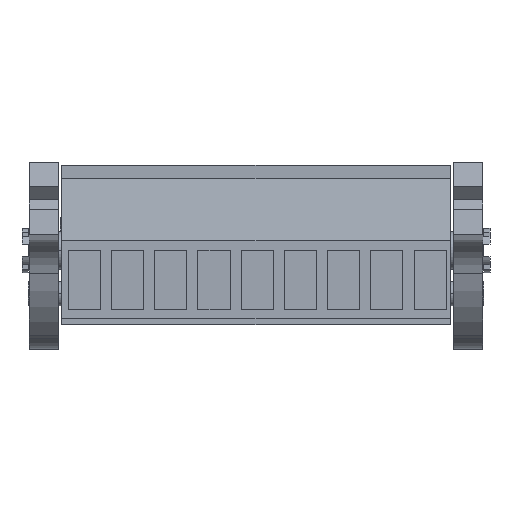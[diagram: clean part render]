
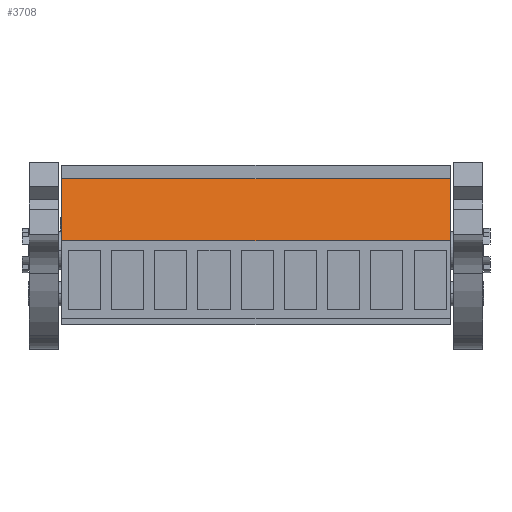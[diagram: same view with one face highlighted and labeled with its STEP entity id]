
A CAD part, top view. The second image highlights one B-rep face of the part: STEP entity #3708.
In plain terms, the highlighted planar face has unit normal (0, 0.205, 0.979).
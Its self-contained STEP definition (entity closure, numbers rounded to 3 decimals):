
#3688=AXIS2_PLACEMENT_3D('Plane Axis2P3D',#3685,#3686,#3687) ;
#112=CARTESIAN_POINT('Vertex',(3.2,8.802,18.1)) ;
#115=CARTESIAN_POINT('Line Origine',(3.2,11.31,17.575)) ;
#119=CARTESIAN_POINT('Vertex',(3.2,13.818,17.05)) ;
#3670=CARTESIAN_POINT('Vertex',(34.7,8.802,18.1)) ;
#3673=CARTESIAN_POINT('Line Origine',(18.95,8.802,18.1)) ;
#3685=CARTESIAN_POINT('Axis2P3D Location',(20.7,8.802,18.1)) ;
#3690=CARTESIAN_POINT('Line Origine',(34.7,11.31,17.575)) ;
#3694=CARTESIAN_POINT('Vertex',(34.7,13.818,17.05)) ;
#3697=CARTESIAN_POINT('Line Origine',(18.95,13.818,17.05)) ;
#116=DIRECTION('Vector Direction',(0.,0.979,-0.205)) ;
#3674=DIRECTION('Vector Direction',(1.,0.,0.)) ;
#3686=DIRECTION('Axis2P3D Direction',(0.,-0.205,-0.979)) ;
#3687=DIRECTION('Axis2P3D XDirection',(0.,0.979,-0.205)) ;
#3691=DIRECTION('Vector Direction',(0.,0.979,-0.205)) ;
#3698=DIRECTION('Vector Direction',(1.,0.,0.)) ;
#117=VECTOR('Line Direction',#116,1.) ;
#3675=VECTOR('Line Direction',#3674,1.) ;
#3692=VECTOR('Line Direction',#3691,1.) ;
#3699=VECTOR('Line Direction',#3698,1.) ;
#3703=ORIENTED_EDGE('',*,*,#121,.F.) ;
#3704=ORIENTED_EDGE('',*,*,#3677,.T.) ;
#3705=ORIENTED_EDGE('',*,*,#3696,.T.) ;
#3706=ORIENTED_EDGE('',*,*,#3701,.F.) ;
#3708=ADVANCED_FACE('HOUSING',(#3707),#3689,.F.) ;
#121=EDGE_CURVE('',#113,#120,#118,.T.) ;
#3677=EDGE_CURVE('',#113,#3671,#3676,.T.) ;
#3696=EDGE_CURVE('',#3671,#3695,#3693,.T.) ;
#3701=EDGE_CURVE('',#120,#3695,#3700,.T.) ;
#3702=EDGE_LOOP('',(#3703,#3704,#3705,#3706)) ;
#3707=FACE_OUTER_BOUND('',#3702,.T.) ;
#118=LINE('Line',#115,#117) ;
#3676=LINE('Line',#3673,#3675) ;
#3693=LINE('Line',#3690,#3692) ;
#3700=LINE('Line',#3697,#3699) ;
#3689=PLANE('',#3688) ;
#113=VERTEX_POINT('',#112) ;
#120=VERTEX_POINT('',#119) ;
#3671=VERTEX_POINT('',#3670) ;
#3695=VERTEX_POINT('',#3694) ;
